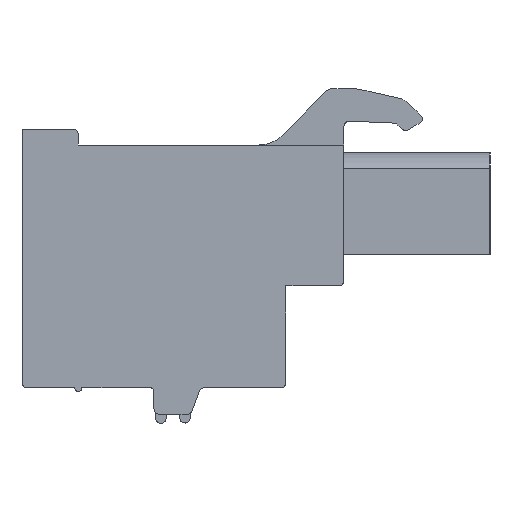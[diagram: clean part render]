
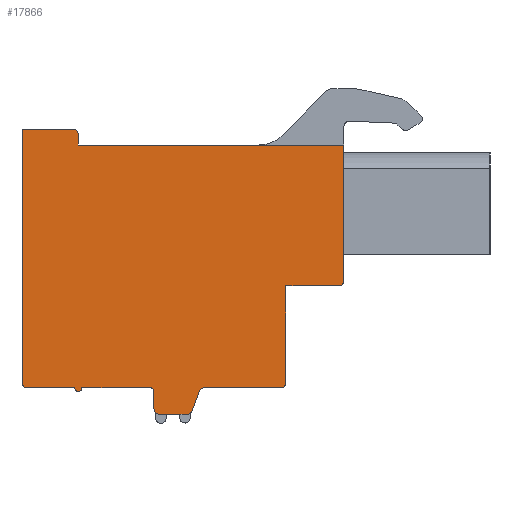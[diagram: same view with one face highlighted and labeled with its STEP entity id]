
A CAD part, left-side view. The second image highlights one B-rep face of the part: STEP entity #17866.
In plain terms, the highlighted planar face has unit normal (-1, 0, 0).
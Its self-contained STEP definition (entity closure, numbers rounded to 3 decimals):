
#102=DIRECTION('',(0.,0.,1.));
#103=VECTOR('',#102,5.5);
#104=CARTESIAN_POINT('',(-112.38,-2.36,-6.54));
#105=LINE('',#104,#103);
#110=CARTESIAN_POINT('',(-112.38,-5.36,-0.74));
#111=DIRECTION('',(1.,0.,0.));
#112=DIRECTION('',(0.,-1.,0.));
#113=AXIS2_PLACEMENT_3D('',#110,#111,#112);
#115=DIRECTION('',(0.,-1.,0.));
#116=VECTOR('',#115,3.);
#117=CARTESIAN_POINT('',(-112.38,-2.36,-1.04));
#118=LINE('',#117,#116);
#119=CARTESIAN_POINT('',(-112.38,-2.06,-6.54));
#120=DIRECTION('',(1.,0.,0.));
#121=DIRECTION('',(0.,-1.,0.));
#122=AXIS2_PLACEMENT_3D('',#119,#120,#121);
#124=DIRECTION('',(0.,1.,0.));
#125=VECTOR('',#124,4.34);
#126=CARTESIAN_POINT('',(-112.38,-2.06,-6.84));
#127=LINE('',#126,#125);
#128=CARTESIAN_POINT('',(-112.38,2.28,-7.14));
#129=DIRECTION('',(-1.,0.,0.));
#130=DIRECTION('',(0.,0.,1.));
#131=AXIS2_PLACEMENT_3D('',#128,#129,#130);
#133=DIRECTION('',(0.,0.345,-0.939));
#134=VECTOR('',#133,1.179);
#135=CARTESIAN_POINT('',(-112.38,2.562,-7.037));
#136=LINE('',#135,#134);
#137=CARTESIAN_POINT('',(-112.38,3.25,-8.04));
#138=DIRECTION('',(1.,0.,0.));
#139=DIRECTION('',(0.,-0.939,-0.345));
#140=AXIS2_PLACEMENT_3D('',#137,#138,#139);
#142=DIRECTION('',(0.,1.,0.));
#143=VECTOR('',#142,1.59);
#144=CARTESIAN_POINT('',(-112.38,3.25,-8.34));
#145=LINE('',#144,#143);
#146=CARTESIAN_POINT('',(-112.38,4.84,-8.04));
#147=DIRECTION('',(1.,0.,0.));
#148=DIRECTION('',(0.,0.,-1.));
#149=AXIS2_PLACEMENT_3D('',#146,#147,#148);
#151=DIRECTION('',(0.,0.,1.));
#152=VECTOR('',#151,1.);
#153=CARTESIAN_POINT('',(-112.38,5.14,-8.04));
#154=LINE('',#153,#152);
#155=CARTESIAN_POINT('',(-112.38,5.34,-7.04));
#156=DIRECTION('',(-1.,0.,0.));
#157=DIRECTION('',(0.,-1.,0.));
#158=AXIS2_PLACEMENT_3D('',#155,#156,#157);
#160=DIRECTION('',(0.,1.,0.));
#161=VECTOR('',#160,3.9);
#162=CARTESIAN_POINT('',(-112.38,5.34,-6.84));
#163=LINE('',#162,#161);
#164=CARTESIAN_POINT('',(-112.38,9.44,-6.84));
#165=DIRECTION('',(1.,0.,0.));
#166=DIRECTION('',(0.,-1.,0.));
#167=AXIS2_PLACEMENT_3D('',#164,#165,#166);
#169=DIRECTION('',(0.,1.,0.));
#170=VECTOR('',#169,2.7);
#171=CARTESIAN_POINT('',(-112.38,9.64,-6.84));
#172=LINE('',#171,#170);
#173=CARTESIAN_POINT('',(-112.38,12.34,-6.54));
#174=DIRECTION('',(1.,0.,0.));
#175=DIRECTION('',(0.,0.,-1.));
#176=AXIS2_PLACEMENT_3D('',#173,#174,#175);
#178=DIRECTION('',(0.,0.,1.));
#179=VECTOR('',#178,14.4);
#180=CARTESIAN_POINT('',(-112.38,12.64,-6.54));
#181=LINE('',#180,#179);
#182=DIRECTION('',(0.,-1.,0.));
#183=VECTOR('',#182,2.9);
#184=CARTESIAN_POINT('',(-112.38,12.64,7.86));
#185=LINE('',#184,#183);
#186=CARTESIAN_POINT('',(-112.38,9.74,7.56));
#187=DIRECTION('',(1.,0.,0.));
#188=DIRECTION('',(0.,0.,1.));
#189=AXIS2_PLACEMENT_3D('',#186,#187,#188);
#191=DIRECTION('',(0.,0.,-1.));
#192=VECTOR('',#191,0.6);
#193=CARTESIAN_POINT('',(-112.38,9.44,7.56));
#194=LINE('',#193,#192);
#195=DIRECTION('',(0.,-1.,0.));
#196=VECTOR('',#195,15.1);
#197=CARTESIAN_POINT('',(-112.38,9.44,6.96));
#198=LINE('',#197,#196);
#5293=DIRECTION('',(0.,0.,1.));
#5294=VECTOR('',#5293,7.7);
#5295=CARTESIAN_POINT('',(-112.38,-5.66,-0.74));
#5296=LINE('',#5295,#5294);
#13529=CARTESIAN_POINT('',(-112.38,9.44,6.96));
#13530=CARTESIAN_POINT('',(-112.38,-5.66,6.96));
#13531=VERTEX_POINT('',#13529);
#13532=VERTEX_POINT('',#13530);
#13533=CARTESIAN_POINT('',(-112.38,-2.36,-6.54));
#13534=CARTESIAN_POINT('',(-112.38,-2.06,-6.84));
#13535=VERTEX_POINT('',#13533);
#13536=VERTEX_POINT('',#13534);
#13537=CARTESIAN_POINT('',(-112.38,2.28,-6.84));
#13538=VERTEX_POINT('',#13537);
#13539=CARTESIAN_POINT('',(-112.38,2.562,-7.037));
#13540=VERTEX_POINT('',#13539);
#13541=CARTESIAN_POINT('',(-112.38,2.968,-8.143));
#13542=VERTEX_POINT('',#13541);
#13543=CARTESIAN_POINT('',(-112.38,3.25,-8.34));
#13544=VERTEX_POINT('',#13543);
#13545=CARTESIAN_POINT('',(-112.38,4.84,-8.34));
#13546=VERTEX_POINT('',#13545);
#13547=CARTESIAN_POINT('',(-112.38,5.14,-8.04));
#13548=VERTEX_POINT('',#13547);
#13549=CARTESIAN_POINT('',(-112.38,5.14,-7.04));
#13550=VERTEX_POINT('',#13549);
#13551=CARTESIAN_POINT('',(-112.38,5.34,-6.84));
#13552=VERTEX_POINT('',#13551);
#13553=CARTESIAN_POINT('',(-112.38,9.24,-6.84));
#13554=VERTEX_POINT('',#13553);
#13555=CARTESIAN_POINT('',(-112.38,9.64,-6.84));
#13556=VERTEX_POINT('',#13555);
#13557=CARTESIAN_POINT('',(-112.38,12.34,-6.84));
#13558=VERTEX_POINT('',#13557);
#13559=CARTESIAN_POINT('',(-112.38,12.64,-6.54));
#13560=VERTEX_POINT('',#13559);
#13561=CARTESIAN_POINT('',(-112.38,12.64,7.86));
#13562=VERTEX_POINT('',#13561);
#13563=CARTESIAN_POINT('',(-112.38,9.74,7.86));
#13564=VERTEX_POINT('',#13563);
#13565=CARTESIAN_POINT('',(-112.38,9.44,7.56));
#13566=VERTEX_POINT('',#13565);
#17649=CARTESIAN_POINT('',(-112.38,-5.66,-0.74));
#17650=VERTEX_POINT('',#17649);
#17651=CARTESIAN_POINT('',(-112.38,-2.36,-1.04));
#17652=VERTEX_POINT('',#17651);
#17653=CARTESIAN_POINT('',(-112.38,-5.36,-1.04));
#17654=VERTEX_POINT('',#17653);
#17818=CARTESIAN_POINT('',(-112.38,0.,0.));
#17819=DIRECTION('',(1.,0.,0.));
#17820=DIRECTION('',(0.,-1.,0.));
#17821=AXIS2_PLACEMENT_3D('',#17818,#17819,#17820);
#17822=PLANE('',#17821);
#17823=ORIENTED_EDGE('',*,*,#17782,.T.);
#17824=ORIENTED_EDGE('',*,*,#17797,.F.);
#17825=ORIENTED_EDGE('',*,*,#17809,.F.);
#17827=ORIENTED_EDGE('',*,*,#17826,.T.);
#17829=ORIENTED_EDGE('',*,*,#17828,.T.);
#17831=ORIENTED_EDGE('',*,*,#17830,.T.);
#17833=ORIENTED_EDGE('',*,*,#17832,.T.);
#17835=ORIENTED_EDGE('',*,*,#17834,.T.);
#17837=ORIENTED_EDGE('',*,*,#17836,.T.);
#17839=ORIENTED_EDGE('',*,*,#17838,.T.);
#17841=ORIENTED_EDGE('',*,*,#17840,.T.);
#17843=ORIENTED_EDGE('',*,*,#17842,.T.);
#17845=ORIENTED_EDGE('',*,*,#17844,.T.);
#17847=ORIENTED_EDGE('',*,*,#17846,.T.);
#17849=ORIENTED_EDGE('',*,*,#17848,.T.);
#17851=ORIENTED_EDGE('',*,*,#17850,.T.);
#17853=ORIENTED_EDGE('',*,*,#17852,.T.);
#17855=ORIENTED_EDGE('',*,*,#17854,.T.);
#17857=ORIENTED_EDGE('',*,*,#17856,.T.);
#17859=ORIENTED_EDGE('',*,*,#17858,.T.);
#17861=ORIENTED_EDGE('',*,*,#17860,.T.);
#17863=ORIENTED_EDGE('',*,*,#17862,.F.);
#17864=EDGE_LOOP('',(#17823,#17824,#17825,#17827,#17829,#17831,#17833,#17835,
#17837,#17839,#17841,#17843,#17845,#17847,#17849,#17851,#17853,#17855,#17857,
#17859,#17861,#17863));
#17865=FACE_OUTER_BOUND('',#17864,.F.);
#17866=ADVANCED_FACE('',(#17865),#17822,.F.);
#114=CIRCLE('',#113,0.3);
#123=CIRCLE('',#122,0.3);
#132=CIRCLE('',#131,0.3);
#141=CIRCLE('',#140,0.3);
#150=CIRCLE('',#149,0.3);
#159=CIRCLE('',#158,0.2);
#168=CIRCLE('',#167,0.2);
#177=CIRCLE('',#176,0.3);
#190=CIRCLE('',#189,0.3);
#17782=EDGE_CURVE('',#17650,#17654,#114,.T.);
#17797=EDGE_CURVE('',#17652,#17654,#118,.T.);
#17809=EDGE_CURVE('',#13535,#17652,#105,.T.);
#17826=EDGE_CURVE('',#13535,#13536,#123,.T.);
#17828=EDGE_CURVE('',#13536,#13538,#127,.T.);
#17830=EDGE_CURVE('',#13538,#13540,#132,.T.);
#17832=EDGE_CURVE('',#13540,#13542,#136,.T.);
#17834=EDGE_CURVE('',#13542,#13544,#141,.T.);
#17836=EDGE_CURVE('',#13544,#13546,#145,.T.);
#17838=EDGE_CURVE('',#13546,#13548,#150,.T.);
#17840=EDGE_CURVE('',#13548,#13550,#154,.T.);
#17842=EDGE_CURVE('',#13550,#13552,#159,.T.);
#17844=EDGE_CURVE('',#13552,#13554,#163,.T.);
#17846=EDGE_CURVE('',#13554,#13556,#168,.T.);
#17848=EDGE_CURVE('',#13556,#13558,#172,.T.);
#17850=EDGE_CURVE('',#13558,#13560,#177,.T.);
#17852=EDGE_CURVE('',#13560,#13562,#181,.T.);
#17854=EDGE_CURVE('',#13562,#13564,#185,.T.);
#17856=EDGE_CURVE('',#13564,#13566,#190,.T.);
#17858=EDGE_CURVE('',#13566,#13531,#194,.T.);
#17860=EDGE_CURVE('',#13531,#13532,#198,.T.);
#17862=EDGE_CURVE('',#17650,#13532,#5296,.T.);
